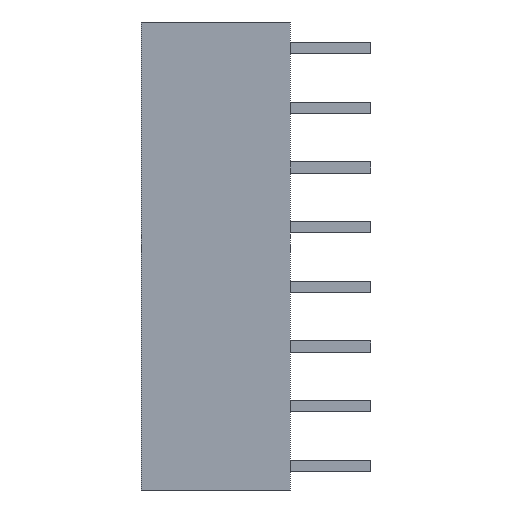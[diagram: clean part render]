
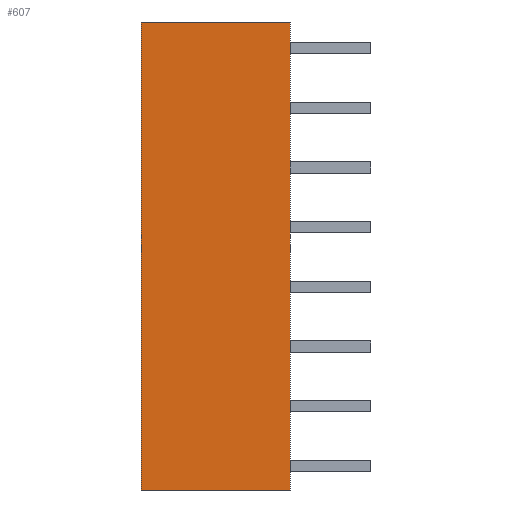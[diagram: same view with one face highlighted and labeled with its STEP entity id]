
A CAD part, left-side view. The second image highlights one B-rep face of the part: STEP entity #607.
In plain terms, the highlighted planar face has unit normal (-1, 0, 0).
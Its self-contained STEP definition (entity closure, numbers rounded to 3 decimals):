
#1=DIRECTION('',(0.,-1.,0.));
#2=VECTOR('',#1,6.35);
#3=CARTESIAN_POINT('',(-1.08,6.35,0.));
#4=LINE('',#3,#2);
#17=DIRECTION('',(0.,-1.,0.));
#18=VECTOR('',#17,6.35);
#19=CARTESIAN_POINT('',(-1.08,6.35,19.91));
#20=LINE('',#19,#18);
#21=DIRECTION('',(0.,0.,1.));
#22=VECTOR('',#21,19.91);
#23=CARTESIAN_POINT('',(-1.08,6.35,0.));
#24=LINE('',#23,#22);
#173=DIRECTION('',(0.,0.,1.));
#174=VECTOR('',#173,19.91);
#175=CARTESIAN_POINT('',(-1.08,0.,0.));
#176=LINE('',#175,#174);
#433=CARTESIAN_POINT('',(-1.08,6.35,0.));
#434=CARTESIAN_POINT('',(-1.08,0.,0.));
#435=VERTEX_POINT('',#433);
#436=VERTEX_POINT('',#434);
#569=CARTESIAN_POINT('',(-1.08,6.35,19.91));
#570=CARTESIAN_POINT('',(-1.08,0.,19.91));
#571=VERTEX_POINT('',#569);
#572=VERTEX_POINT('',#570);
#593=CARTESIAN_POINT('',(-1.08,6.35,0.));
#594=DIRECTION('',(-1.,0.,0.));
#595=DIRECTION('',(0.,-1.,0.));
#596=AXIS2_PLACEMENT_3D('',#593,#594,#595);
#597=PLANE('',#596);
#599=ORIENTED_EDGE('',*,*,#598,.T.);
#601=ORIENTED_EDGE('',*,*,#600,.F.);
#602=ORIENTED_EDGE('',*,*,#582,.F.);
#604=ORIENTED_EDGE('',*,*,#603,.T.);
#605=EDGE_LOOP('',(#599,#601,#602,#604));
#606=FACE_OUTER_BOUND('',#605,.F.);
#582=EDGE_CURVE('',#435,#436,#4,.T.);
#598=EDGE_CURVE('',#571,#572,#20,.T.);
#600=EDGE_CURVE('',#436,#572,#176,.T.);
#603=EDGE_CURVE('',#435,#571,#24,.T.);
#607=ADVANCED_FACE('',(#606),#597,.T.);
